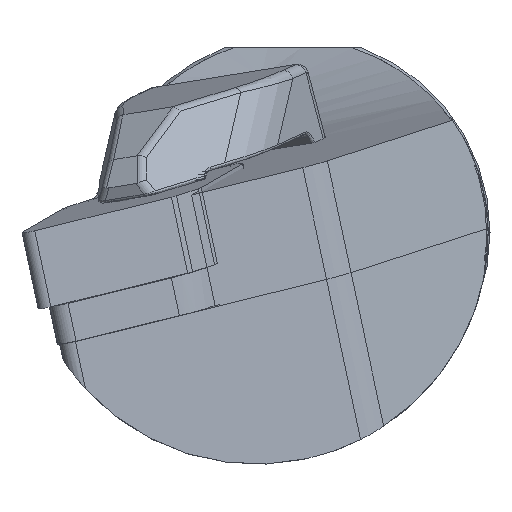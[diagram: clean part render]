
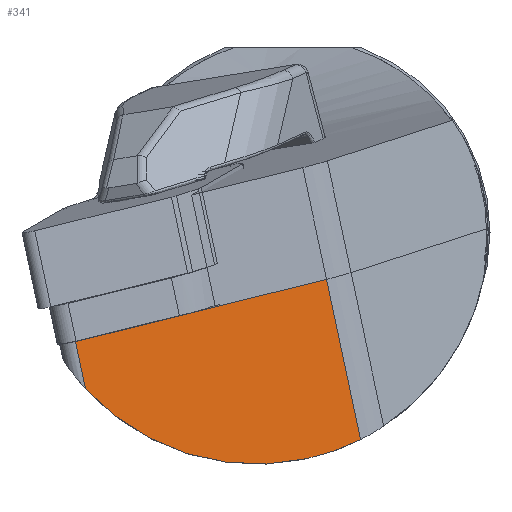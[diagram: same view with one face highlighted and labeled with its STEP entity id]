
A CAD part, left-side view. The second image highlights one B-rep face of the part: STEP entity #341.
In plain terms, the highlighted planar face has unit normal (-0.951, -0.309, -0.036).
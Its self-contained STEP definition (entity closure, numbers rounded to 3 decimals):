
#237=ELLIPSE('',#2104,19.78,18.8);
#341=ADVANCED_FACE('',(#500),#446,.F.);
#446=PLANE('',#2138);
#500=FACE_OUTER_BOUND('',#616,.T.);
#616=EDGE_LOOP('',(#921,#922,#923,#924,#925,#926));
#921=ORIENTED_EDGE('',*,*,#1629,.T.);
#922=ORIENTED_EDGE('',*,*,#1630,.F.);
#923=ORIENTED_EDGE('',*,*,#1565,.T.);
#924=ORIENTED_EDGE('',*,*,#1631,.T.);
#925=ORIENTED_EDGE('',*,*,#1576,.T.);
#926=ORIENTED_EDGE('',*,*,#1546,.T.);
#1367=VERTEX_POINT('',#2895);
#1368=VERTEX_POINT('',#2896);
#1384=VERTEX_POINT('',#2943);
#1385=VERTEX_POINT('',#2945);
#1390=VERTEX_POINT('',#2999);
#1427=VERTEX_POINT('',#3499);
#1546=EDGE_CURVE('',#1367,#1368,#1832,.T.);
#1565=EDGE_CURVE('',#1385,#1384,#237,.T.);
#1576=EDGE_CURVE('',#1390,#1367,#1844,.T.);
#1629=EDGE_CURVE('',#1368,#1427,#1855,.T.);
#1630=EDGE_CURVE('',#1385,#1427,#1856,.T.);
#1631=EDGE_CURVE('',#1384,#1390,#1857,.T.);
#1832=LINE('',#2894,#1962);
#1844=LINE('',#3007,#1974);
#1855=LINE('',#3498,#1985);
#1856=LINE('',#3500,#1986);
#1857=LINE('',#3501,#1987);
#1962=VECTOR('',#2320,1.);
#1974=VECTOR('',#2368,1.);
#1985=VECTOR('',#2433,1.);
#1986=VECTOR('',#2434,1.);
#1987=VECTOR('',#2435,1.);
#2104=AXIS2_PLACEMENT_3D('',#2944,#2351,#2352);
#2138=AXIS2_PLACEMENT_3D('',#3502,#2436,#2437);
#2320=DIRECTION('',(-0.293,0.928,-0.229));
#2351=DIRECTION('',(-0.95,-0.309,-0.037));
#2352=DIRECTION('',(-0.311,0.944,0.112));
#2368=DIRECTION('',(-0.293,0.928,-0.229));
#2433=DIRECTION('',(-0.293,0.928,-0.229));
#2434=DIRECTION('',(-0.105,0.207,0.973));
#2435=DIRECTION('',(-0.105,0.207,0.973));
#2436=DIRECTION('',(0.95,0.309,0.037));
#2437=DIRECTION('',(0.309,-0.951,0.));
#2894=CARTESIAN_POINT('',(-178.418,12.574,-8.867));
#2895=CARTESIAN_POINT('',(-174.835,1.21,-6.066));
#2896=CARTESIAN_POINT('',(-175.33,2.777,-6.453));
#2943=CARTESIAN_POINT('',(-170.591,-10.583,-16.847));
#2944=CARTESIAN_POINT('',(-173.978,-2.143,-0.048));
#2945=CARTESIAN_POINT('',(-178.006,11.758,-12.705));
#2999=CARTESIAN_POINT('',(-171.989,-7.819,-3.841));
#3007=CARTESIAN_POINT('',(-178.418,12.574,-8.867));
#3498=CARTESIAN_POINT('',(-178.418,12.574,-8.867));
#3499=CARTESIAN_POINT('',(-178.418,12.574,-8.867));
#3500=CARTESIAN_POINT('',(-221.962,98.708,396.364));
#3501=CARTESIAN_POINT('',(-215.532,78.316,401.39));
#3502=CARTESIAN_POINT('',(-221.962,98.708,396.364));
